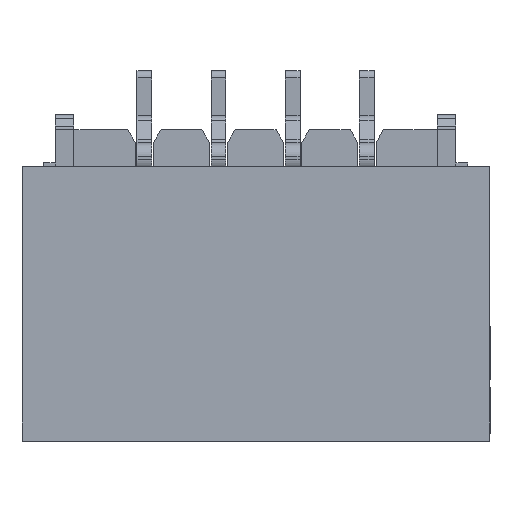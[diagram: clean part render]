
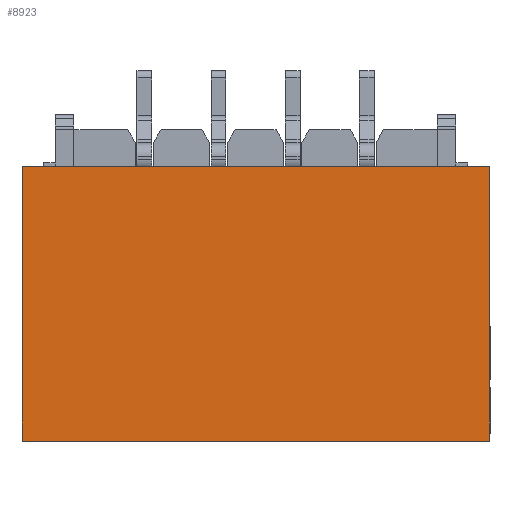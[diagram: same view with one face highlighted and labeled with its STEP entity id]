
A CAD part, top view. The second image highlights one B-rep face of the part: STEP entity #8923.
In plain terms, the highlighted planar face has unit normal (0, 0, 1).
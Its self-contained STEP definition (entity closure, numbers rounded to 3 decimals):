
#553 = LINE ( 'NONE', #9506, #2384 ) ;
#882 = VERTEX_POINT ( 'NONE', #20281 ) ;
#1187 = CARTESIAN_POINT ( 'NONE',  ( 3.15, 1.175, 3.38 ) ) ;
#1284 = DIRECTION ( 'NONE',  ( -1., 0., 0. ) ) ;
#1714 = EDGE_CURVE ( 'NONE', #9300, #22306, #553, .T. ) ;
#2038 = CARTESIAN_POINT ( 'NONE',  ( -3.15, -2.525, 3.38 ) ) ;
#2384 = VECTOR ( 'NONE', #12599, 1000. ) ;
#4933 = DIRECTION ( 'NONE',  ( 0., 1., 0. ) ) ;
#4953 = EDGE_CURVE ( 'NONE', #882, #22306, #16740, .T. ) ;
#5368 = ORIENTED_EDGE ( 'NONE', *, *, #21370, .F. ) ;
#5707 = VECTOR ( 'NONE', #4933, 1000. ) ;
#7033 = VECTOR ( 'NONE', #1284, 1000. ) ;
#7067 = DIRECTION ( 'NONE',  ( 0., 1., 0. ) ) ;
#8712 = DIRECTION ( 'NONE',  ( 0., 1., 0. ) ) ;
#8775 = PLANE ( 'NONE',  #9239 ) ;
#8923 = ADVANCED_FACE ( 'NONE', ( #13872 ), #8775, .F. ) ;
#9239 = AXIS2_PLACEMENT_3D ( 'NONE', #12104, #15700, #7067 ) ;
#9300 = VERTEX_POINT ( 'NONE', #10391 ) ;
#9506 = CARTESIAN_POINT ( 'NONE',  ( -1.625, 1.175, 3.38 ) ) ;
#10391 = CARTESIAN_POINT ( 'NONE',  ( -3.15, 1.175, 3.38 ) ) ;
#10587 = EDGE_LOOP ( 'NONE', ( #17809, #19200, #5368, #18713 ) ) ;
#11527 = CARTESIAN_POINT ( 'NONE',  ( -3.15, -2.525, 3.38 ) ) ;
#12104 = CARTESIAN_POINT ( 'NONE',  ( -3.15, -2.525, 3.38 ) ) ;
#12599 = DIRECTION ( 'NONE',  ( 1., 0., 0. ) ) ;
#13452 = CARTESIAN_POINT ( 'NONE',  ( 3.15, -2.525, 3.38 ) ) ;
#13872 = FACE_OUTER_BOUND ( 'NONE', #10587, .T. ) ;
#15700 = DIRECTION ( 'NONE',  ( 0., 0., -1. ) ) ;
#16549 = VERTEX_POINT ( 'NONE', #2038 ) ;
#16740 = LINE ( 'NONE', #13452, #5707 ) ;
#16812 = VECTOR ( 'NONE', #8712, 1000. ) ;
#17273 = LINE ( 'NONE', #17906, #16812 ) ;
#17809 = ORIENTED_EDGE ( 'NONE', *, *, #4953, .T. ) ;
#17906 = CARTESIAN_POINT ( 'NONE',  ( -3.15, -2.525, 3.38 ) ) ;
#18713 = ORIENTED_EDGE ( 'NONE', *, *, #21913, .F. ) ;
#19200 = ORIENTED_EDGE ( 'NONE', *, *, #1714, .F. ) ;
#20281 = CARTESIAN_POINT ( 'NONE',  ( 3.15, -2.525, 3.38 ) ) ;
#21370 = EDGE_CURVE ( 'NONE', #16549, #9300, #17273, .T. ) ;
#21913 = EDGE_CURVE ( 'NONE', #882, #16549, #22027, .T. ) ;
#22027 = LINE ( 'NONE', #11527, #7033 ) ;
#22306 = VERTEX_POINT ( 'NONE', #1187 ) ;
